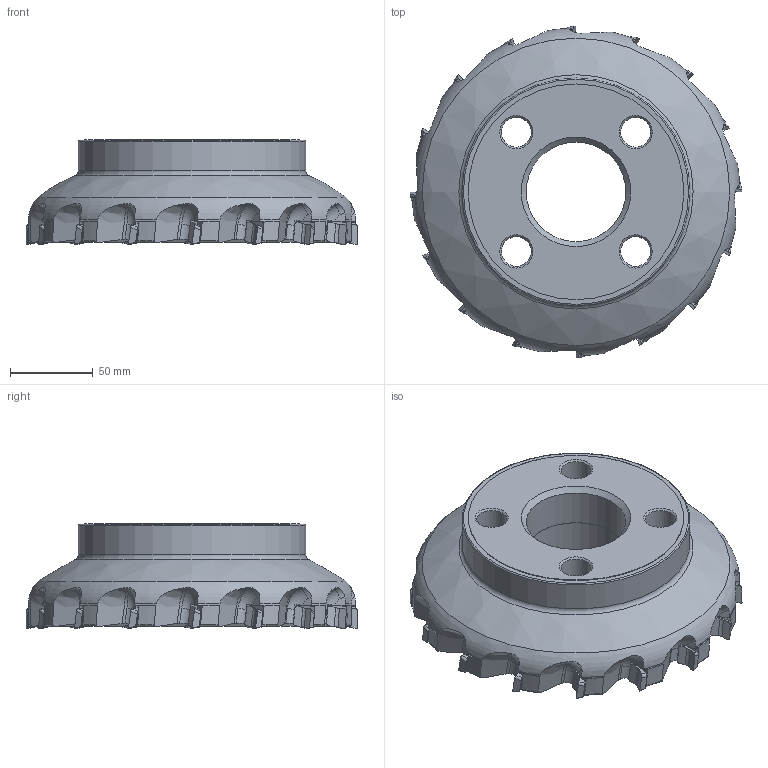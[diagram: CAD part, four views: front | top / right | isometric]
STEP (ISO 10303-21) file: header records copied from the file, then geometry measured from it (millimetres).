
FILE_DESCRIPTION(/* description */ (''),/* implementation_level */ '2;1');
FILE_NAME(/* name */ 'toolassembly_1.stp',/* time_stamp */ '2019-10-02T14:00:19+02:00',/* author */ (''),/* organization */ ('SMS'),/* preprocessor_version */ 'ST-DEVELOPER v16.7',/* originating_system */ 'SIEMENS PLM Software NX 12.0',/* authorisation */ '');
FILE_SCHEMA (('AUTOMOTIVE_DESIGN { 1 0 10303 214 3 1 1 1 }'));
Length unit declared in the file: millimetre
Products named in the file (4): CUT_20191002135924; NOCUT_20191002135854; ASSEMBLY_CONSTRUCTION; TOOLASSEMBLY_1
Assembly tree (18 placements, depth 2):
  TOOLASSEMBLY_1
    ASSEMBLY_CONSTRUCTION
    NOCUT_20191002135854
    CUT_20191002135924  x16
Bounding box: 200.01 x 200.01 x 63 mm (x, y, z)
Volume: 979863.8 mm3; surface area: 110251.6 mm2
Topology: 17 solids, 17 shells, 647 faces, 1776 edges, 1236 vertices
Faces by surface type: plane 344, cylinder 140, cone 91, torus 38, bspline 32, revolution 2
Full cylindrical faces by diameter (mm): 18 x4, 27 x4, 60.015 x1, 60.3 x1, 130 x1, 137.186 x1
Entity records: 12101 total; most frequent: CARTESIAN_POINT 5263, ORIENTED_EDGE 1464, DIRECTION 1224, EDGE_CURVE 732, AXIS2_PLACEMENT_3D 531, VERTEX_POINT 502, EDGE_LOOP 320, B_SPLINE_CURVE_WITH_KNOTS 304
